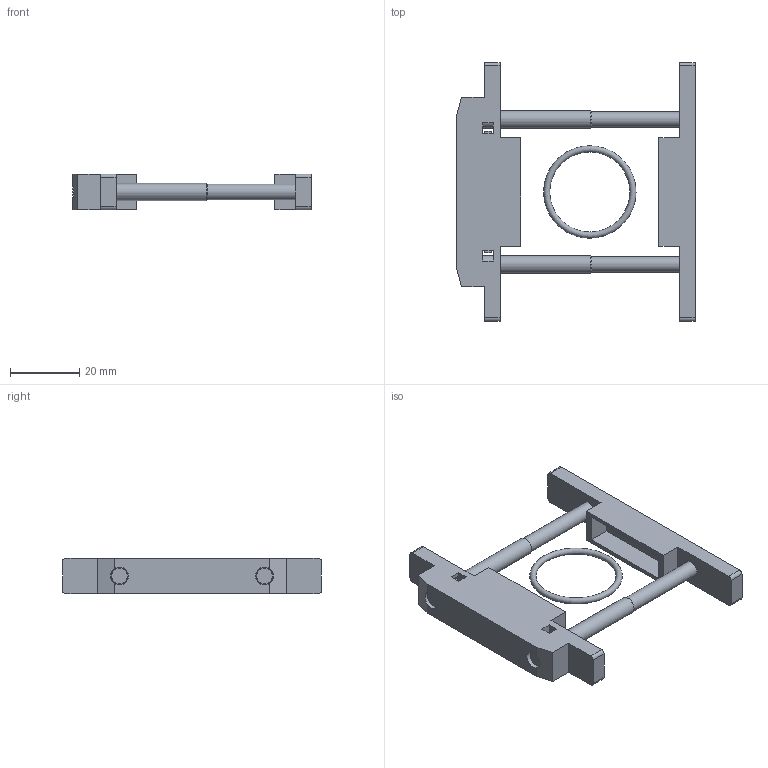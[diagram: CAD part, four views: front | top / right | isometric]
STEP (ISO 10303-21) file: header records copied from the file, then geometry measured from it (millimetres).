
FILE_DESCRIPTION( ( 'STEP AP214' ), ' ' );
FILE_NAME( '99002.0901.stp', '2017-03-08T14:08:50', ( '' ), ( '' ), ' ', 'PARTsolutions', ' ' );
FILE_SCHEMA( ( 'AUTOMOTIVE_DESIGN { 1 0 10303 214 1 1 1 1 }' ) );
Length unit declared in the file: millimetre
Products named in the file (5): 99002.0901; _KP 200-1; _KP 200-3; _KP 200-2; _KP 200-4
Assembly tree (5 placements, depth 2):
  99002.0901
    _KP 200-1
    _KP 200-3  x2
    _KP 200-2
    _KP 200-4
Bounding box: 69 x 75 x 10.3 mm (x, y, z)
Volume: 13698.5 mm3; surface area: 11246.8 mm2
Topology: 5 solids, 5 shells, 159 faces, 388 edges, 241 vertices
Faces by surface type: plane 114, cylinder 36, cone 8, torus 1
Full cylindrical faces by diameter (mm): 4.509 x2, 5 x2, 5.2 x6, 9.3 x2
Entity records: 4826 total; most frequent: CARTESIAN_POINT 645, DIRECTION 628, ORIENTED_EDGE 614, EDGE_CURVE 307, LINE 252, VECTOR 252, VERTEX_POINT 205, AXIS2_PLACEMENT_3D 188
